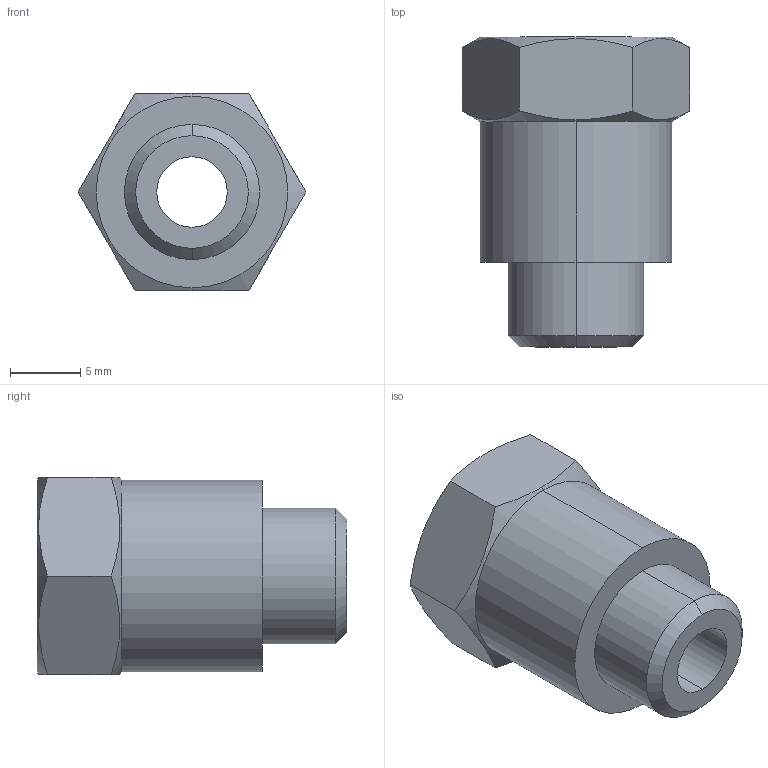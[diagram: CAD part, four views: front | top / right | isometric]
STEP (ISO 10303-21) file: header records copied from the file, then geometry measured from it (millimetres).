
FILE_DESCRIPTION(( 'RA.39.18.22.STEP' ), '1');
FILE_NAME( 'RA.39.18.22.STEP', '2018-10-11T17:16:47',( 'Sopra'),('sopra-pneumatic.com'), 'SwSTEP 2.0','SolidWorks 2009','' );
FILE_SCHEMA (( 'CONFIG_CONTROL_DESIGN' ));
Length unit declared in the file: millimetre
Products named in the file (1): 05290D01
Bounding box: 16.17 x 22 x 14 mm (x, y, z)
Volume: 1887.6 mm3; surface area: 1639.9 mm2
Topology: 1 solids, 1 shells, 27 faces, 62 edges, 38 vertices
Faces by surface type: cone 10, plane 9, cylinder 8
Entity records: 935 total; most frequent: CARTESIAN_POINT 256, ORIENTED_EDGE 124, DIRECTION 124, EDGE_CURVE 62, AXIS2_PLACEMENT_3D 50, VERTEX_POINT 38, EDGE_LOOP 30, ADVANCED_FACE 27
